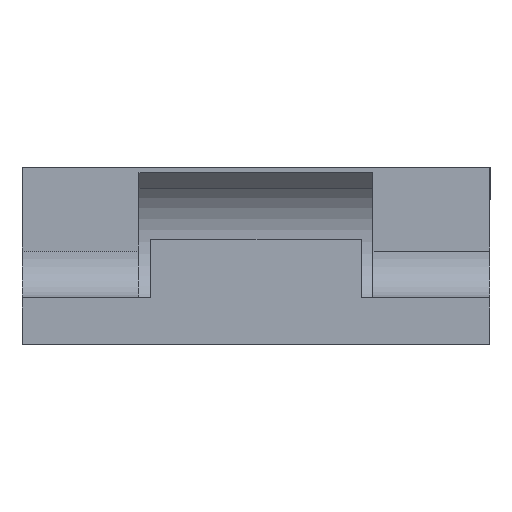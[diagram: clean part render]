
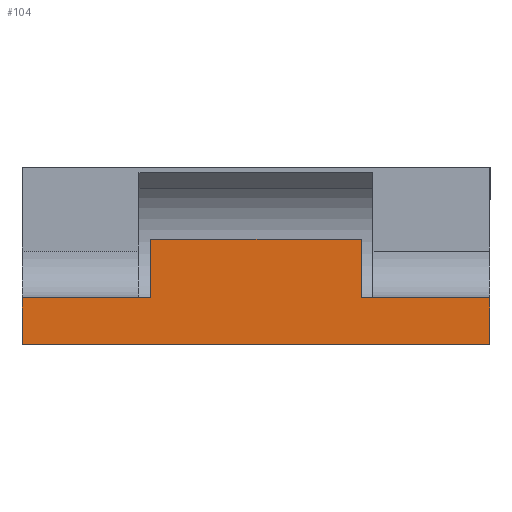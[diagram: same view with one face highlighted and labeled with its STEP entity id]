
A CAD part, front view. The second image highlights one B-rep face of the part: STEP entity #104.
In plain terms, the highlighted planar face has unit normal (0, -1, 0).
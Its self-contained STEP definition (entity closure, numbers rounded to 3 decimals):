
#22 = EDGE_CURVE ( 'NONE', #50, #49, #982, .T. ) ;
#49 = VERTEX_POINT ( 'NONE', #1067 ) ;
#50 = VERTEX_POINT ( 'NONE', #1077 ) ;
#57 = ORIENTED_EDGE ( 'NONE', *, *, #70, .F. ) ;
#68 = EDGE_CURVE ( 'NONE', #82, #113, #1098, .T. ) ;
#69 = EDGE_CURVE ( 'NONE', #72, #114, #1129, .T. ) ;
#70 = EDGE_CURVE ( 'NONE', #49, #115, #1180, .T. ) ;
#72 = VERTEX_POINT ( 'NONE', #1213 ) ;
#73 = EDGE_CURVE ( 'NONE', #50, #80, #1120, .T. ) ;
#77 = EDGE_LOOP ( 'NONE', ( #87, #99, #125, #107, #95, #57, #100, #108 ) ) ;
#80 = VERTEX_POINT ( 'NONE', #1142 ) ;
#82 = VERTEX_POINT ( 'NONE', #1123 ) ;
#84 = EDGE_CURVE ( 'NONE', #114, #80, #1143, .T. ) ;
#87 = ORIENTED_EDGE ( 'NONE', *, *, #84, .F. ) ;
#95 = ORIENTED_EDGE ( 'NONE', *, *, #116, .T. ) ;
#97 = EDGE_CURVE ( 'NONE', #82, #72, #1204, .T. ) ;
#99 = ORIENTED_EDGE ( 'NONE', *, *, #69, .F. ) ;
#100 = ORIENTED_EDGE ( 'NONE', *, *, #22, .F. ) ;
#104 = ADVANCED_FACE ( 'NONE', ( #1191 ), #1231, .F. ) ;
#107 = ORIENTED_EDGE ( 'NONE', *, *, #68, .T. ) ;
#108 = ORIENTED_EDGE ( 'NONE', *, *, #73, .T. ) ;
#113 = VERTEX_POINT ( 'NONE', #1208 ) ;
#114 = VERTEX_POINT ( 'NONE', #1246 ) ;
#115 = VERTEX_POINT ( 'NONE', #1202 ) ;
#116 = EDGE_CURVE ( 'NONE', #113, #115, #1238, .T. ) ;
#125 = ORIENTED_EDGE ( 'NONE', *, *, #97, .F. ) ;
#966 = VECTOR ( 'NONE', #1005, 1000. ) ;
#982 = LINE ( 'NONE', #1006, #966 ) ;
#1005 = DIRECTION ( 'NONE',  ( 1., 0., 0. ) ) ;
#1006 = CARTESIAN_POINT ( 'NONE',  ( 0., -10., 4. ) ) ;
#1067 = CARTESIAN_POINT ( 'NONE',  ( 40., -10., 4. ) ) ;
#1077 = CARTESIAN_POINT ( 'NONE',  ( 29., -10., 4. ) ) ;
#1098 = LINE ( 'NONE', #1219, #1215 ) ;
#1119 = CARTESIAN_POINT ( 'NONE',  ( 29., -10., -40.909 ) ) ;
#1120 = LINE ( 'NONE', #1119, #1241 ) ;
#1123 = CARTESIAN_POINT ( 'NONE',  ( 0., -10., 4. ) ) ;
#1124 = DIRECTION ( 'NONE',  ( 0., 0., 1. ) ) ;
#1128 = CARTESIAN_POINT ( 'NONE',  ( 11., -10., -40.909 ) ) ;
#1129 = LINE ( 'NONE', #1128, #1184 ) ;
#1142 = CARTESIAN_POINT ( 'NONE',  ( 29., -10., 9. ) ) ;
#1143 = LINE ( 'NONE', #1235, #1234 ) ;
#1168 = DIRECTION ( 'NONE',  ( 1., 0., 0. ) ) ;
#1169 = VECTOR ( 'NONE', #1168, 1000. ) ;
#1170 = CARTESIAN_POINT ( 'NONE',  ( 0., -10., 0. ) ) ;
#1178 = VECTOR ( 'NONE', #1242, 1000. ) ;
#1179 = CARTESIAN_POINT ( 'NONE',  ( 40., -10., 4. ) ) ;
#1180 = LINE ( 'NONE', #1179, #1178 ) ;
#1183 = DIRECTION ( 'NONE',  ( 0., 0., 1. ) ) ;
#1184 = VECTOR ( 'NONE', #1183, 1000. ) ;
#1189 = DIRECTION ( 'NONE',  ( 1., 0., 0. ) ) ;
#1190 = VECTOR ( 'NONE', #1189, 1000. ) ;
#1191 = FACE_OUTER_BOUND ( 'NONE', #77, .T. ) ;
#1198 = CARTESIAN_POINT ( 'NONE',  ( 0., -10., 4. ) ) ;
#1199 = DIRECTION ( 'NONE',  ( 0., 1., 0. ) ) ;
#1202 = CARTESIAN_POINT ( 'NONE',  ( 40., -10., 0. ) ) ;
#1204 = LINE ( 'NONE', #1198, #1190 ) ;
#1205 = CARTESIAN_POINT ( 'NONE',  ( 0., -10., 4. ) ) ;
#1208 = CARTESIAN_POINT ( 'NONE',  ( 0., -10., 0. ) ) ;
#1213 = CARTESIAN_POINT ( 'NONE',  ( 11., -10., 4. ) ) ;
#1215 = VECTOR ( 'NONE', #1218, 1000. ) ;
#1218 = DIRECTION ( 'NONE',  ( 0., 0., -1. ) ) ;
#1219 = CARTESIAN_POINT ( 'NONE',  ( 0., -10., 4. ) ) ;
#1231 = PLANE ( 'NONE',  #1239 ) ;
#1233 = DIRECTION ( 'NONE',  ( 1., 0., 0. ) ) ;
#1234 = VECTOR ( 'NONE', #1233, 1000. ) ;
#1235 = CARTESIAN_POINT ( 'NONE',  ( 0., -10., 9. ) ) ;
#1237 = DIRECTION ( 'NONE',  ( 0., 0., 1. ) ) ;
#1238 = LINE ( 'NONE', #1170, #1169 ) ;
#1239 = AXIS2_PLACEMENT_3D ( 'NONE', #1205, #1199, #1237 ) ;
#1241 = VECTOR ( 'NONE', #1124, 1000. ) ;
#1242 = DIRECTION ( 'NONE',  ( 0., 0., -1. ) ) ;
#1246 = CARTESIAN_POINT ( 'NONE',  ( 11., -10., 9. ) ) ;
